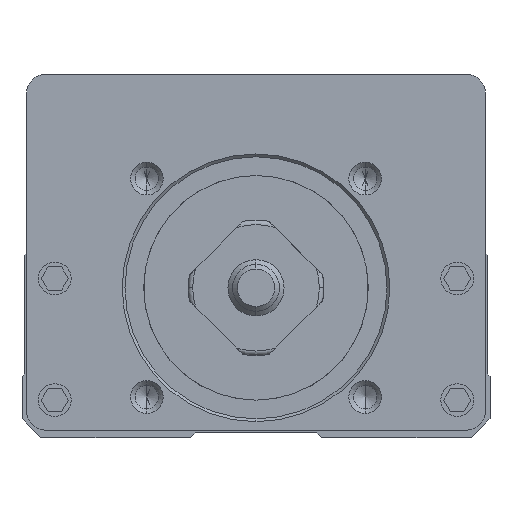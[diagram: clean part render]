
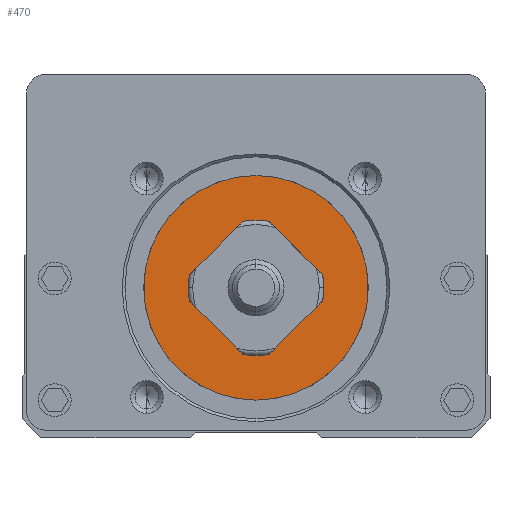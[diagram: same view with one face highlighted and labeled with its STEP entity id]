
A CAD part, front view. The second image highlights one B-rep face of the part: STEP entity #470.
In plain terms, the highlighted planar face has unit normal (0, -1, 0).
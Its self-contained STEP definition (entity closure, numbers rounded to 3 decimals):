
#470 = ADVANCED_FACE( '', ( #2014, #2015 ), #2016, .T. );
#2014 = FACE_BOUND( '', #5182, .T. );
#2015 = FACE_OUTER_BOUND( '', #5183, .T. );
#2016 = PLANE( '', #5184 );
#5182 = EDGE_LOOP( '', ( #10166, #10167 ) );
#5183 = EDGE_LOOP( '', ( #10168, #10169, #10170, #10171, #10172, #10173, #10174, #10175, #10176, #10177, #10178, #10179 ) );
#5184 = AXIS2_PLACEMENT_3D( '', #10180, #10181, #10182 );
#10166 = ORIENTED_EDGE( '', *, *, #17800, .F. );
#10167 = ORIENTED_EDGE( '', *, *, #16909, .F. );
#10168 = ORIENTED_EDGE( '', *, *, #17460, .T. );
#10169 = ORIENTED_EDGE( '', *, *, #17801, .T. );
#10170 = ORIENTED_EDGE( '', *, *, #17802, .T. );
#10171 = ORIENTED_EDGE( '', *, *, #17803, .T. );
#10172 = ORIENTED_EDGE( '', *, *, #17448, .T. );
#10173 = ORIENTED_EDGE( '', *, *, #17804, .T. );
#10174 = ORIENTED_EDGE( '', *, *, #17805, .T. );
#10175 = ORIENTED_EDGE( '', *, *, #17806, .T. );
#10176 = ORIENTED_EDGE( '', *, *, #17439, .F. );
#10177 = ORIENTED_EDGE( '', *, *, #17465, .F. );
#10178 = ORIENTED_EDGE( '', *, *, #17376, .T. );
#10179 = ORIENTED_EDGE( '', *, *, #17467, .T. );
#10180 = CARTESIAN_POINT( '', ( -14.132, -133.78, -1.491 ) );
#10181 = DIRECTION( '', ( 0., -1., 0. ) );
#10182 = DIRECTION( '', ( 0., 0., -1. ) );
#16909 = EDGE_CURVE( '', #20081, #20077, #20083, .T. );
#17376 = EDGE_CURVE( '', #20904, #20905, #20906, .T. );
#17439 = EDGE_CURVE( '', #20970, #21022, #21023, .T. );
#17448 = EDGE_CURVE( '', #21028, #21035, #21037, .T. );
#17460 = EDGE_CURVE( '', #20965, #21056, #21058, .T. );
#17465 = EDGE_CURVE( '', #20904, #20970, #21065, .T. );
#17467 = EDGE_CURVE( '', #20905, #20965, #21067, .T. );
#17800 = EDGE_CURVE( '', #20077, #20081, #21591, .T. );
#17801 = EDGE_CURVE( '', #21056, #21592, #21593, .T. );
#17802 = EDGE_CURVE( '', #21592, #21594, #21595, .T. );
#17803 = EDGE_CURVE( '', #21594, #21028, #21596, .T. );
#17804 = EDGE_CURVE( '', #21035, #21597, #21598, .T. );
#17805 = EDGE_CURVE( '', #21597, #21599, #21600, .T. );
#17806 = EDGE_CURVE( '', #21599, #21022, #21601, .T. );
#20077 = VERTEX_POINT( '', #25098 );
#20081 = VERTEX_POINT( '', #25103 );
#20083 = CIRCLE( '', #25106, 4.5 );
#20904 = VERTEX_POINT( '', #26398 );
#20905 = VERTEX_POINT( '', #26399 );
#20906 = LINE( '', #26400, #26401 );
#20965 = VERTEX_POINT( '', #26489 );
#20970 = VERTEX_POINT( '', #26497 );
#21022 = VERTEX_POINT( '', #26576 );
#21023 = LINE( '', #26577, #26578 );
#21028 = VERTEX_POINT( '', #26584 );
#21035 = VERTEX_POINT( '', #26592 );
#21037 = LINE( '', #26594, #26595 );
#21056 = VERTEX_POINT( '', #26624 );
#21058 = LINE( '', #26626, #26627 );
#21065 = LINE( '', #26636, #26637 );
#21067 = LINE( '', #26640, #26641 );
#21591 = CIRCLE( '', #27754, 4.5 );
#21592 = VERTEX_POINT( '', #27755 );
#21593 = LINE( '', #27756, #27757 );
#21594 = VERTEX_POINT( '', #27758 );
#21595 = CIRCLE( '', #27759, 12. );
#21596 = LINE( '', #27760, #27761 );
#21597 = VERTEX_POINT( '', #27762 );
#21598 = LINE( '', #27763, #27764 );
#21599 = VERTEX_POINT( '', #27765 );
#21600 = CIRCLE( '', #27766, 12. );
#21601 = LINE( '', #27767, #27768 );
#25098 = CARTESIAN_POINT( '', ( 0.368, -133.78, 3.009 ) );
#25103 = CARTESIAN_POINT( '', ( 0.368, -133.78, 12.009 ) );
#25106 = AXIS2_PLACEMENT_3D( '', #33452, #33453, #33454 );
#26398 = CARTESIAN_POINT( '', ( 17.868, -133.78, 30.309 ) );
#26399 = CARTESIAN_POINT( '', ( -17.132, -133.78, 30.309 ) );
#26400 = CARTESIAN_POINT( '', ( -14.132, -133.78, 30.309 ) );
#26401 = VECTOR( '', #34286, 1. );
#26489 = CARTESIAN_POINT( '', ( -17.132, -133.78, 21.509 ) );
#26497 = CARTESIAN_POINT( '', ( 17.868, -133.78, 21.509 ) );
#26576 = CARTESIAN_POINT( '', ( 17.868, -133.78, 6.309 ) );
#26577 = CARTESIAN_POINT( '', ( 17.868, -133.78, 23.509 ) );
#26578 = VECTOR( '', #34355, 1. );
#26584 = CARTESIAN_POINT( '', ( -5.132, -133.78, -7.691 ) );
#26592 = CARTESIAN_POINT( '', ( 5.868, -133.78, -7.691 ) );
#26594 = CARTESIAN_POINT( '', ( -24.132, -133.78, -7.691 ) );
#26595 = VECTOR( '', #34376, 1. );
#26624 = CARTESIAN_POINT( '', ( -17.132, -133.78, 6.309 ) );
#26626 = CARTESIAN_POINT( '', ( -17.132, -133.78, 23.509 ) );
#26627 = VECTOR( '', #34390, 1. );
#26636 = CARTESIAN_POINT( '', ( 17.868, -133.78, -1.491 ) );
#26637 = VECTOR( '', #34399, 1. );
#26640 = CARTESIAN_POINT( '', ( -17.132, -133.78, 83.309 ) );
#26641 = VECTOR( '', #34401, 1. );
#27754 = AXIS2_PLACEMENT_3D( '', #34786, #34787, #34788 );
#27755 = CARTESIAN_POINT( '', ( -11.572, -133.78, 6.309 ) );
#27756 = CARTESIAN_POINT( '', ( -14.132, -133.78, 6.309 ) );
#27757 = VECTOR( '', #34789, 1. );
#27758 = CARTESIAN_POINT( '', ( -5.132, -133.78, -3.156 ) );
#27759 = AXIS2_PLACEMENT_3D( '', #34790, #34791, #34792 );
#27760 = CARTESIAN_POINT( '', ( -5.132, -133.78, -1.491 ) );
#27761 = VECTOR( '', #34793, 1. );
#27762 = CARTESIAN_POINT( '', ( 5.868, -133.78, -3.156 ) );
#27763 = CARTESIAN_POINT( '', ( 5.868, -133.78, -1.491 ) );
#27764 = VECTOR( '', #34794, 1. );
#27765 = CARTESIAN_POINT( '', ( 12.308, -133.78, 6.309 ) );
#27766 = AXIS2_PLACEMENT_3D( '', #34795, #34796, #34797 );
#27767 = CARTESIAN_POINT( '', ( -14.132, -133.78, 6.309 ) );
#27768 = VECTOR( '', #34798, 1. );
#33452 = CARTESIAN_POINT( '', ( 0.368, -133.78, 7.509 ) );
#33453 = DIRECTION( '', ( 0., -1., 0. ) );
#33454 = DIRECTION( '', ( 0., 0., -1. ) );
#34286 = DIRECTION( '', ( -1., 0., 0. ) );
#34355 = DIRECTION( '', ( 0., 0., -1. ) );
#34376 = DIRECTION( '', ( 1., 0., 0. ) );
#34390 = DIRECTION( '', ( 0., 0., -1. ) );
#34399 = DIRECTION( '', ( 0., 0., -1. ) );
#34401 = DIRECTION( '', ( 0., 0., -1. ) );
#34786 = CARTESIAN_POINT( '', ( 0.368, -133.78, 7.509 ) );
#34787 = DIRECTION( '', ( 0., -1., 0. ) );
#34788 = DIRECTION( '', ( 0., 0., -1. ) );
#34789 = DIRECTION( '', ( 1., 0., 0. ) );
#34790 = CARTESIAN_POINT( '', ( 0.368, -133.78, 7.509 ) );
#34791 = DIRECTION( '', ( 0., -1., 0. ) );
#34792 = DIRECTION( '', ( 0., 0., -1. ) );
#34793 = DIRECTION( '', ( 0., 0., -1. ) );
#34794 = DIRECTION( '', ( 0., 0., 1. ) );
#34795 = CARTESIAN_POINT( '', ( 0.368, -133.78, 7.509 ) );
#34796 = DIRECTION( '', ( 0., -1., 0. ) );
#34797 = DIRECTION( '', ( 0., 0., -1. ) );
#34798 = DIRECTION( '', ( 1., 0., 0. ) );
